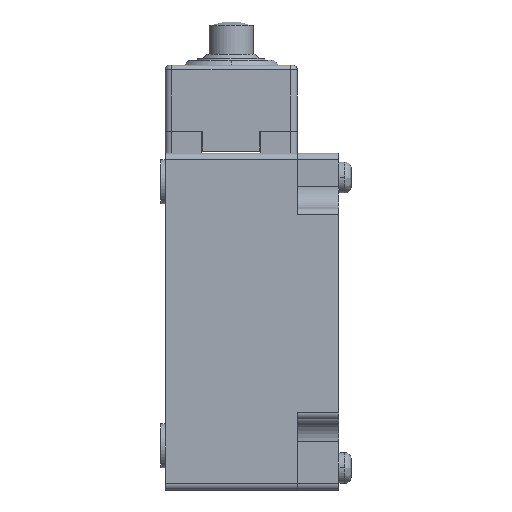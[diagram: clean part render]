
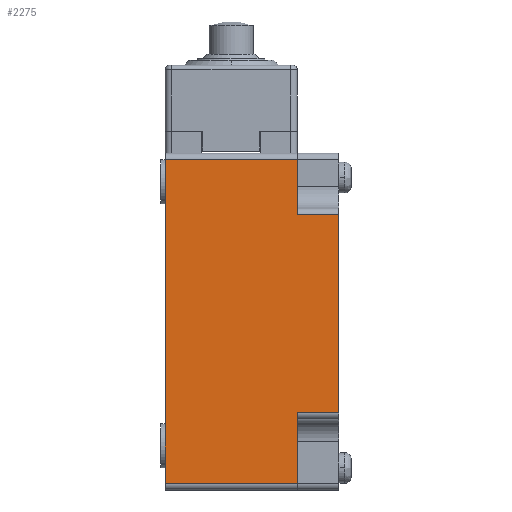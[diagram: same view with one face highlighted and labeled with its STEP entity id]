
A CAD part, left-side view. The second image highlights one B-rep face of the part: STEP entity #2275.
In plain terms, the highlighted planar face has unit normal (-1, 0, 0).
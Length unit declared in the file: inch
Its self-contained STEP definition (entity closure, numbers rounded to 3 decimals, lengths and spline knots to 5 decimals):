
#31 = VECTOR ( 'NONE', #70, 39.37008 ) ;
#44 = CARTESIAN_POINT ( 'NONE',  ( -0.7874, -0.03937, 0.19685 ) ) ;
#70 = DIRECTION ( 'NONE',  ( 0., 1., 0. ) ) ;
#244 = CARTESIAN_POINT ( 'NONE',  ( -0.7874, -0.03937, -2.06693 ) ) ;
#260 = DIRECTION ( 'NONE',  ( 0., 0., 1. ) ) ;
#426 = LINE ( 'NONE', #4068, #777 ) ;
#523 = DIRECTION ( 'NONE',  ( 0., 0., 1. ) ) ;
#607 = VERTEX_POINT ( 'NONE', #2268 ) ;
#650 = CARTESIAN_POINT ( 'NONE',  ( -0.7874, -0.03937, -1.25 ) ) ;
#657 = EDGE_CURVE ( 'NONE', #2942, #714, #1478, .T. ) ;
#714 = VERTEX_POINT ( 'NONE', #1805 ) ;
#727 = LINE ( 'NONE', #244, #3883 ) ;
#777 = VECTOR ( 'NONE', #1054, 39.37008 ) ;
#921 = VECTOR ( 'NONE', #1048, 39.37008 ) ;
#1048 = DIRECTION ( 'NONE',  ( 0., 1., 0. ) ) ;
#1054 = DIRECTION ( 'NONE',  ( 0., 0., 1. ) ) ;
#1067 = LINE ( 'NONE', #3348, #4522 ) ;
#1084 = LINE ( 'NONE', #2581, #3346 ) ;
#1101 = EDGE_CURVE ( 'NONE', #2386, #5525, #426, .T. ) ;
#1131 = VERTEX_POINT ( 'NONE', #4227 ) ;
#1166 = DIRECTION ( 'NONE',  ( 0., 0., 1. ) ) ;
#1292 = VERTEX_POINT ( 'NONE', #4709 ) ;
#1342 = VERTEX_POINT ( 'NONE', #4199 ) ;
#1478 = LINE ( 'NONE', #3626, #31 ) ;
#1622 = CARTESIAN_POINT ( 'NONE',  ( -0.7874, -1.59449, -2.06693 ) ) ;
#1805 = CARTESIAN_POINT ( 'NONE',  ( -0.7874, -0.03937, -2.69685 ) ) ;
#1901 = AXIS2_PLACEMENT_3D ( 'NONE', #3411, #3859, #1166 ) ;
#2057 = PLANE ( 'NONE',  #1901 ) ;
#2098 = VERTEX_POINT ( 'NONE', #3790 ) ;
#2237 = CARTESIAN_POINT ( 'NONE',  ( -0.7874, -0.03937, -1.25 ) ) ;
#2268 = CARTESIAN_POINT ( 'NONE',  ( -0.7874, -1.22047, -0.29528 ) ) ;
#2275 = ADVANCED_FACE ( 'NONE', ( #4678 ), #2057, .T. ) ;
#2386 = VERTEX_POINT ( 'NONE', #1622 ) ;
#2464 = LINE ( 'NONE', #4971, #3381 ) ;
#2494 = DIRECTION ( 'NONE',  ( 0., 0., 1. ) ) ;
#2581 = CARTESIAN_POINT ( 'NONE',  ( -0.7874, -1.22047, -2.75591 ) ) ;
#2643 = EDGE_CURVE ( 'NONE', #5525, #607, #4460, .T. ) ;
#2653 = LINE ( 'NONE', #2237, #3499 ) ;
#2656 = DIRECTION ( 'NONE',  ( 0., 1., 0. ) ) ;
#2835 = EDGE_CURVE ( 'NONE', #714, #2098, #1067, .T. ) ;
#2911 = DIRECTION ( 'NONE',  ( 0., -1., 0. ) ) ;
#2912 = ORIENTED_EDGE ( 'NONE', *, *, #4829, .T. ) ;
#2942 = VERTEX_POINT ( 'NONE', #4329 ) ;
#2987 = VECTOR ( 'NONE', #2656, 39.37008 ) ;
#3121 = EDGE_LOOP ( 'NONE', ( #4883, #3196, #4186, #5145, #4582, #4389, #5277, #5636, #2912, #3136 ) ) ;
#3131 = VECTOR ( 'NONE', #260, 39.37008 ) ;
#3136 = ORIENTED_EDGE ( 'NONE', *, *, #4052, .T. ) ;
#3196 = ORIENTED_EDGE ( 'NONE', *, *, #3219, .F. ) ;
#3219 = EDGE_CURVE ( 'NONE', #2098, #1292, #2653, .T. ) ;
#3248 = VERTEX_POINT ( 'NONE', #44 ) ;
#3346 = VECTOR ( 'NONE', #3496, 39.37008 ) ;
#3348 = CARTESIAN_POINT ( 'NONE',  ( -0.7874, -0.03937, -1.25 ) ) ;
#3381 = VECTOR ( 'NONE', #3633, 39.37008 ) ;
#3411 = CARTESIAN_POINT ( 'NONE',  ( -0.7874, -0.03937, -2.75591 ) ) ;
#3496 = DIRECTION ( 'NONE',  ( 0., 0., 1. ) ) ;
#3499 = VECTOR ( 'NONE', #523, 39.37008 ) ;
#3626 = CARTESIAN_POINT ( 'NONE',  ( -0.7874, -0.03937, -2.69685 ) ) ;
#3633 = DIRECTION ( 'NONE',  ( 0., 0., 1. ) ) ;
#3748 = CARTESIAN_POINT ( 'NONE',  ( -0.7874, -0.03937, 0.19685 ) ) ;
#3790 = CARTESIAN_POINT ( 'NONE',  ( -0.7874, -0.03937, -2.3622 ) ) ;
#3859 = DIRECTION ( 'NONE',  ( -1., 0., 0. ) ) ;
#3883 = VECTOR ( 'NONE', #2911, 39.37008 ) ;
#4052 = EDGE_CURVE ( 'NONE', #1342, #3248, #5352, .T. ) ;
#4068 = CARTESIAN_POINT ( 'NONE',  ( -0.7874, -1.59449, -2.75591 ) ) ;
#4186 = ORIENTED_EDGE ( 'NONE', *, *, #2835, .F. ) ;
#4199 = CARTESIAN_POINT ( 'NONE',  ( -0.7874, -1.22047, 0.19685 ) ) ;
#4227 = CARTESIAN_POINT ( 'NONE',  ( -0.7874, -1.22047, -2.06693 ) ) ;
#4329 = CARTESIAN_POINT ( 'NONE',  ( -0.7874, -1.22047, -2.69685 ) ) ;
#4389 = ORIENTED_EDGE ( 'NONE', *, *, #5135, .T. ) ;
#4460 = LINE ( 'NONE', #4990, #2987 ) ;
#4522 = VECTOR ( 'NONE', #2494, 39.37008 ) ;
#4582 = ORIENTED_EDGE ( 'NONE', *, *, #5660, .T. ) ;
#4678 = FACE_OUTER_BOUND ( 'NONE', #3121, .T. ) ;
#4699 = CARTESIAN_POINT ( 'NONE',  ( -0.7874, -1.59449, -0.29528 ) ) ;
#4709 = CARTESIAN_POINT ( 'NONE',  ( -0.7874, -0.03937, 0. ) ) ;
#4829 = EDGE_CURVE ( 'NONE', #607, #1342, #2464, .T. ) ;
#4883 = ORIENTED_EDGE ( 'NONE', *, *, #5540, .F. ) ;
#4971 = CARTESIAN_POINT ( 'NONE',  ( -0.7874, -1.22047, -2.75591 ) ) ;
#4990 = CARTESIAN_POINT ( 'NONE',  ( -0.7874, -0.03937, -0.29528 ) ) ;
#5135 = EDGE_CURVE ( 'NONE', #1131, #2386, #727, .T. ) ;
#5145 = ORIENTED_EDGE ( 'NONE', *, *, #657, .F. ) ;
#5277 = ORIENTED_EDGE ( 'NONE', *, *, #1101, .T. ) ;
#5352 = LINE ( 'NONE', #3748, #921 ) ;
#5525 = VERTEX_POINT ( 'NONE', #4699 ) ;
#5540 = EDGE_CURVE ( 'NONE', #1292, #3248, #5797, .T. ) ;
#5636 = ORIENTED_EDGE ( 'NONE', *, *, #2643, .T. ) ;
#5660 = EDGE_CURVE ( 'NONE', #2942, #1131, #1084, .T. ) ;
#5797 = LINE ( 'NONE', #650, #3131 ) ;
